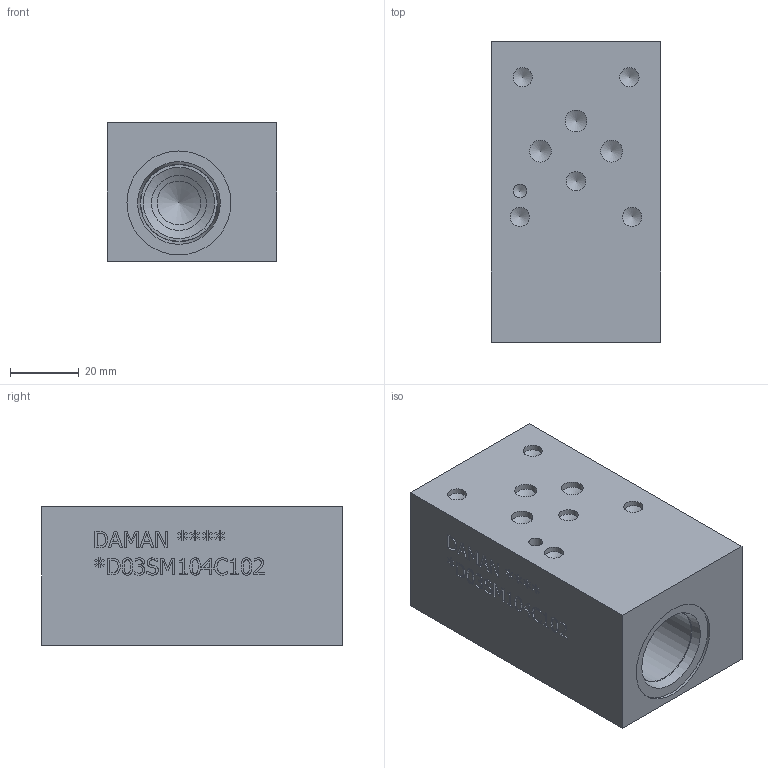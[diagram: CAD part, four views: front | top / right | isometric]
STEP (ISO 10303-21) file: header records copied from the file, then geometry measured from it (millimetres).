
FILE_DESCRIPTION(/* description */ (''),/* implementation_level */ '2;1');
FILE_NAME(/* name */ '_D03SM104C102.stp',/* time_stamp */ '2020-08-17T15:11:09-04:00',/* author */ ('stevenb'),/* organization */ (''),/* preprocessor_version */ 'ST-DEVELOPER v17',/* originating_system */ 'Autodesk Inventor 2019',/* authorisation */ '');
FILE_SCHEMA (('AUTOMOTIVE_DESIGN { 1 0 10303 214 3 1 1 }'));
Length unit declared in the file: millimetre
Products named in the file (1): _D03SM104C102
Bounding box: 49.02 x 87.12 x 40.13 mm (x, y, z)
Volume: 157520.3 mm3; surface area: 23006.2 mm2
Topology: 1 solids, 1 shells, 424 faces, 1185 edges, 799 vertices
Faces by surface type: plane 258, bspline 116, cylinder 27, cone 23
Full cylindrical faces by diameter (mm): 3.175 x1, 3.962 x1, 5.563 x10, 6.35 x5, 7.137 x1, 12.7 x5, 15.9 x1, 20.625 x1, 22.23 x1, 30.16 x1
Entity records: 14468 total; most frequent: CARTESIAN_POINT 3898, ORIENTED_EDGE 2332, DIRECTION 1660, EDGE_CURVE 1166, LINE 826, VECTOR 826, VERTEX_POINT 799, EDGE_LOOP 479
